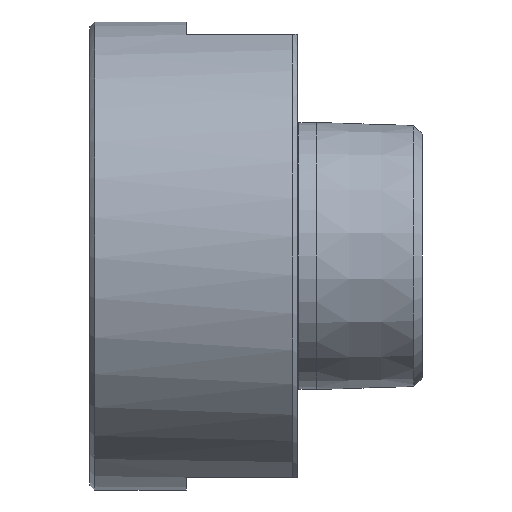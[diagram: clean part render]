
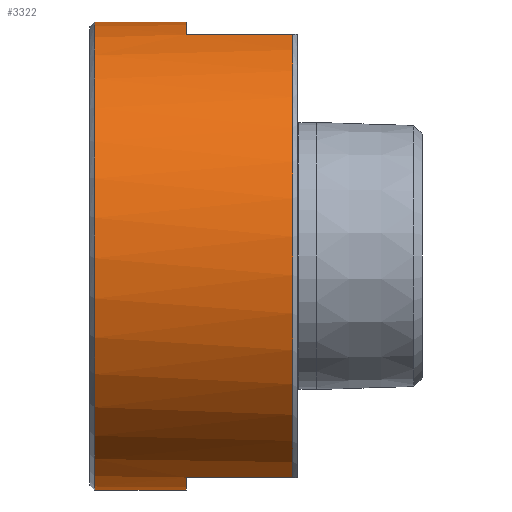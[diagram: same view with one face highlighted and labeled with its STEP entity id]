
A CAD part, front view. The second image highlights one B-rep face of the part: STEP entity #3322.
In plain terms, the highlighted cylindrical face has radius 42.25 mm (diameter 84.5 mm), a full revolution.
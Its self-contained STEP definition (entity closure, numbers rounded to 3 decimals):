
#236 = EDGE_CURVE ( 'NONE', #2623, #12085, #4040, .T. ) ;
#401 = CARTESIAN_POINT ( 'NONE',  ( 0., 13.604, -40. ) ) ;
#744 = DIRECTION ( 'NONE',  ( 0., 0., 1. ) ) ;
#790 = ORIENTED_EDGE ( 'NONE', *, *, #12552, .T. ) ;
#940 = DIRECTION ( 'NONE',  ( 0., 0., -1. ) ) ;
#1396 = AXIS2_PLACEMENT_3D ( 'NONE', #8505, #5454, #744 ) ;
#1398 = DIRECTION ( 'NONE',  ( -1., 0., 0. ) ) ;
#1736 = DIRECTION ( 'NONE',  ( 0., 0., 1. ) ) ;
#1899 = CARTESIAN_POINT ( 'NONE',  ( 17.45, 0., 0. ) ) ;
#1913 = VERTEX_POINT ( 'NONE', #8217 ) ;
#2205 = VERTEX_POINT ( 'NONE', #4451 ) ;
#2283 = ORIENTED_EDGE ( 'NONE', *, *, #7553, .T. ) ;
#2623 = VERTEX_POINT ( 'NONE', #6699 ) ;
#2675 = EDGE_CURVE ( 'NONE', #1913, #9136, #9287, .T. ) ;
#2827 = EDGE_CURVE ( 'NONE', #9136, #12410, #5952, .T. ) ;
#2869 = VECTOR ( 'NONE', #4954, 1000. ) ;
#3207 = EDGE_LOOP ( 'NONE', ( #2283 ) ) ;
#3322 = ADVANCED_FACE ( 'NONE', ( #7325, #11632 ), #7256, .T. ) ;
#3500 = DIRECTION ( 'NONE',  ( 0., 0., -1. ) ) ;
#3791 = CARTESIAN_POINT ( 'NONE',  ( 0., 0., 0. ) ) ;
#4040 = CIRCLE ( 'NONE', #10059, 42.25 ) ;
#4451 = CARTESIAN_POINT ( 'NONE',  ( 0.85, 0., -42.25 ) ) ;
#4872 = AXIS2_PLACEMENT_3D ( 'NONE', #1899, #6306, #940 ) ;
#4954 = DIRECTION ( 'NONE',  ( -1., 0., 0. ) ) ;
#5012 = EDGE_LOOP ( 'NONE', ( #11572, #7207, #8076, #790, #6780, #5940, #10194, #9404 ) ) ;
#5454 = DIRECTION ( 'NONE',  ( -1., 0., 0. ) ) ;
#5717 = VECTOR ( 'NONE', #5909, 1000. ) ;
#5720 = VECTOR ( 'NONE', #8889, 1000. ) ;
#5875 = CARTESIAN_POINT ( 'NONE',  ( 0., -13.604, 40. ) ) ;
#5909 = DIRECTION ( 'NONE',  ( -1., 0., 0. ) ) ;
#5940 = ORIENTED_EDGE ( 'NONE', *, *, #2675, .T. ) ;
#5952 = LINE ( 'NONE', #5875, #2869 ) ;
#6306 = DIRECTION ( 'NONE',  ( -1., 0., 0. ) ) ;
#6476 = CARTESIAN_POINT ( 'NONE',  ( 36.6, -13.604, 40. ) ) ;
#6699 = CARTESIAN_POINT ( 'NONE',  ( 36.6, 13.604, 40. ) ) ;
#6780 = ORIENTED_EDGE ( 'NONE', *, *, #11047, .F. ) ;
#6808 = EDGE_CURVE ( 'NONE', #12410, #14231, #14381, .T. ) ;
#7031 = CARTESIAN_POINT ( 'NONE',  ( 36.6, 13.604, -40. ) ) ;
#7036 = DIRECTION ( 'NONE',  ( -1., 0., 0. ) ) ;
#7128 = VERTEX_POINT ( 'NONE', #9622 ) ;
#7207 = ORIENTED_EDGE ( 'NONE', *, *, #236, .T. ) ;
#7252 = CARTESIAN_POINT ( 'NONE',  ( 36.6, 0., 0. ) ) ;
#7256 = CYLINDRICAL_SURFACE ( 'NONE', #8878, 42.25 ) ;
#7325 = FACE_OUTER_BOUND ( 'NONE', #3207, .T. ) ;
#7553 = EDGE_CURVE ( 'NONE', #2205, #2205, #10854, .T. ) ;
#7689 = CARTESIAN_POINT ( 'NONE',  ( 0.85, 0., 0. ) ) ;
#8076 = ORIENTED_EDGE ( 'NONE', *, *, #13511, .T. ) ;
#8084 = CARTESIAN_POINT ( 'NONE',  ( 17.45, 13.604, 40. ) ) ;
#8217 = CARTESIAN_POINT ( 'NONE',  ( 36.6, -13.604, -40. ) ) ;
#8302 = CARTESIAN_POINT ( 'NONE',  ( 0., 13.604, 40. ) ) ;
#8356 = CARTESIAN_POINT ( 'NONE',  ( 17.45, -13.604, 40. ) ) ;
#8505 = CARTESIAN_POINT ( 'NONE',  ( 36.6, 0., 0. ) ) ;
#8774 = AXIS2_PLACEMENT_3D ( 'NONE', #12567, #7036, #3500 ) ;
#8809 = CARTESIAN_POINT ( 'NONE',  ( 0., -13.604, -40. ) ) ;
#8878 = AXIS2_PLACEMENT_3D ( 'NONE', #3791, #13688, #11774 ) ;
#8889 = DIRECTION ( 'NONE',  ( -1., 0., 0. ) ) ;
#9136 = VERTEX_POINT ( 'NONE', #6476 ) ;
#9287 = CIRCLE ( 'NONE', #1396, 42.25 ) ;
#9404 = ORIENTED_EDGE ( 'NONE', *, *, #6808, .T. ) ;
#9617 = CARTESIAN_POINT ( 'NONE',  ( 17.45, 13.604, -40. ) ) ;
#9622 = CARTESIAN_POINT ( 'NONE',  ( 17.45, -13.604, -40. ) ) ;
#10059 = AXIS2_PLACEMENT_3D ( 'NONE', #7252, #11703, #1736 ) ;
#10194 = ORIENTED_EDGE ( 'NONE', *, *, #2827, .T. ) ;
#10854 = CIRCLE ( 'NONE', #12709, 42.25 ) ;
#10904 = DIRECTION ( 'NONE',  ( 0., 0., -1. ) ) ;
#11047 = EDGE_CURVE ( 'NONE', #1913, #7128, #11076, .T. ) ;
#11076 = LINE ( 'NONE', #8809, #5720 ) ;
#11572 = ORIENTED_EDGE ( 'NONE', *, *, #13116, .F. ) ;
#11632 = FACE_OUTER_BOUND ( 'NONE', #5012, .T. ) ;
#11703 = DIRECTION ( 'NONE',  ( -1., 0., 0. ) ) ;
#11774 = DIRECTION ( 'NONE',  ( 0., 0., 1. ) ) ;
#11815 = CIRCLE ( 'NONE', #4872, 42.25 ) ;
#12085 = VERTEX_POINT ( 'NONE', #7031 ) ;
#12410 = VERTEX_POINT ( 'NONE', #8356 ) ;
#12525 = LINE ( 'NONE', #8302, #5717 ) ;
#12552 = EDGE_CURVE ( 'NONE', #14340, #7128, #11815, .T. ) ;
#12567 = CARTESIAN_POINT ( 'NONE',  ( 17.45, 0., 0. ) ) ;
#12709 = AXIS2_PLACEMENT_3D ( 'NONE', #7689, #14202, #10904 ) ;
#13116 = EDGE_CURVE ( 'NONE', #2623, #14231, #12525, .T. ) ;
#13511 = EDGE_CURVE ( 'NONE', #12085, #14340, #13562, .T. ) ;
#13562 = LINE ( 'NONE', #401, #13857 ) ;
#13688 = DIRECTION ( 'NONE',  ( -1., 0., 0. ) ) ;
#13857 = VECTOR ( 'NONE', #1398, 1000. ) ;
#14202 = DIRECTION ( 'NONE',  ( 1., 0., 0. ) ) ;
#14231 = VERTEX_POINT ( 'NONE', #8084 ) ;
#14340 = VERTEX_POINT ( 'NONE', #9617 ) ;
#14381 = CIRCLE ( 'NONE', #8774, 42.25 ) ;
